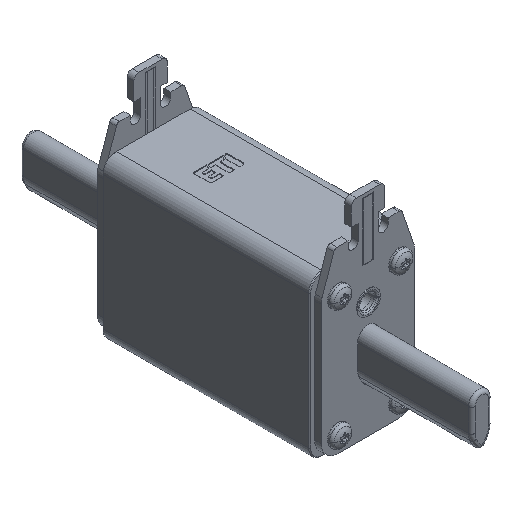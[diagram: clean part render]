
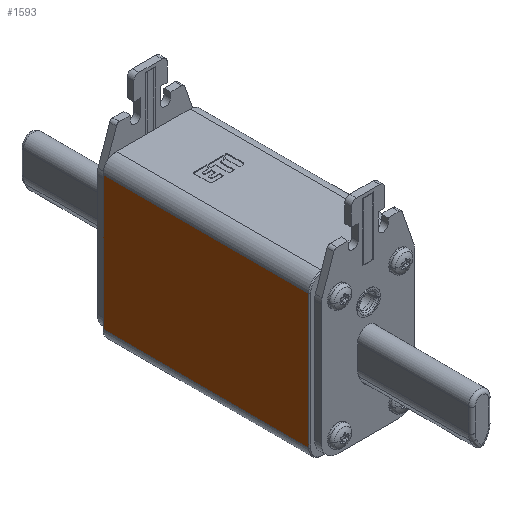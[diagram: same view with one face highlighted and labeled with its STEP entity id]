
A CAD part, isometric view. The second image highlights one B-rep face of the part: STEP entity #1593.
In plain terms, the highlighted planar face has unit normal (-1, 0, 0).
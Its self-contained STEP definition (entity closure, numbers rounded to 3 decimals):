
#249=DIRECTION('',(0.,0.,1.));
#250=VECTOR('',#249,40.);
#251=CARTESIAN_POINT('',(-15.,-30.7,-20.));
#252=LINE('',#251,#250);
#460=DIRECTION('',(0.,0.,-1.));
#461=VECTOR('',#460,40.);
#462=CARTESIAN_POINT('',(-15.,30.7,20.));
#463=LINE('',#462,#461);
#481=DIRECTION('',(0.,1.,0.));
#482=VECTOR('',#481,61.4);
#483=CARTESIAN_POINT('',(-15.,-30.7,20.));
#484=LINE('',#483,#482);
#485=DIRECTION('',(0.,-1.,0.));
#486=VECTOR('',#485,61.4);
#487=CARTESIAN_POINT('',(-15.,30.7,-20.));
#488=LINE('',#487,#486);
#914=CARTESIAN_POINT('',(-15.,30.7,-20.));
#915=VERTEX_POINT('',#914);
#916=CARTESIAN_POINT('',(-15.,30.7,20.));
#917=VERTEX_POINT('',#916);
#989=CARTESIAN_POINT('',(-15.,-30.7,-20.));
#990=VERTEX_POINT('',#989);
#991=CARTESIAN_POINT('',(-15.,-30.7,20.));
#992=VERTEX_POINT('',#991);
#1581=CARTESIAN_POINT('',(-15.,-31.,-24.));
#1582=DIRECTION('',(-1.,0.,0.));
#1583=DIRECTION('',(0.,0.,1.));
#1584=AXIS2_PLACEMENT_3D('',#1581,#1582,#1583);
#1585=PLANE('',#1584);
#1586=ORIENTED_EDGE('',*,*,#1528,.F.);
#1587=ORIENTED_EDGE('',*,*,#1569,.F.);
#1588=ORIENTED_EDGE('',*,*,#1125,.F.);
#1590=ORIENTED_EDGE('',*,*,#1589,.F.);
#1591=EDGE_LOOP('',(#1586,#1587,#1588,#1590));
#1592=FACE_OUTER_BOUND('',#1591,.F.);
#1125=EDGE_CURVE('',#990,#992,#252,.T.);
#1528=EDGE_CURVE('',#917,#915,#463,.T.);
#1569=EDGE_CURVE('',#992,#917,#484,.T.);
#1589=EDGE_CURVE('',#915,#990,#488,.T.);
#1593=ADVANCED_FACE('',(#1592),#1585,.T.);
